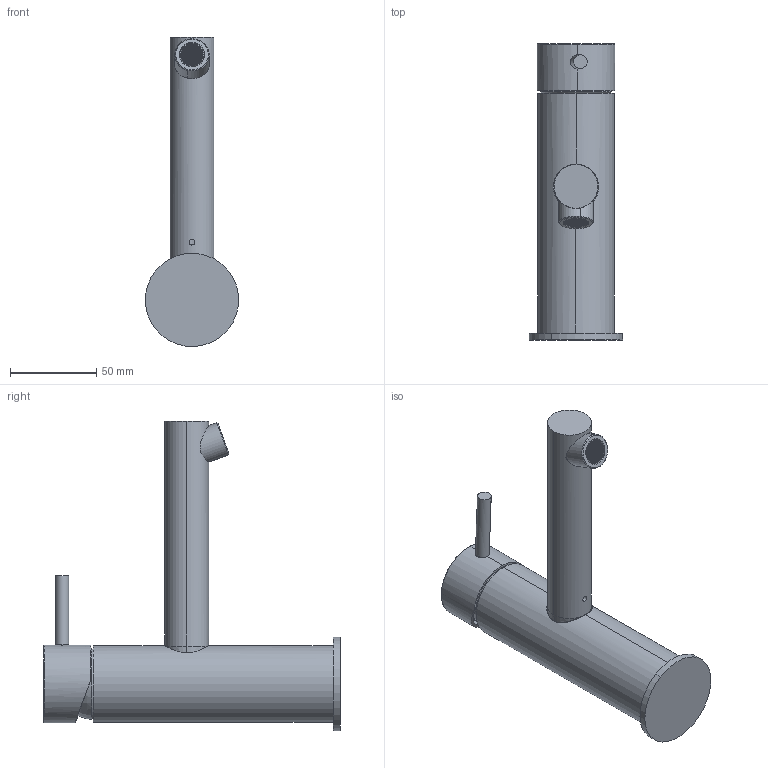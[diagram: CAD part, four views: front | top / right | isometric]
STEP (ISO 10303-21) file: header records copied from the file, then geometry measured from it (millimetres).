
FILE_DESCRIPTION (( 'STEP AP214' ), '1' );
FILE_NAME ('SBMC13_shell.STEP', '2018-09-20T21:54:44', ( 'khoa' ), ( '' ), 'SwSTEP 2.0', 'SolidWorks 2016', '' );
FILE_SCHEMA (( 'AUTOMOTIVE_DESIGN' ));
Length unit declared in the file: millimetre
Products named in the file (2): SBMC13_shell
Bounding box: 53.98 x 171.4 x 178.92 mm (x, y, z)
Volume: 310267.6 mm3; surface area: 57440.1 mm2
Topology: 6 solids, 6 shells, 1866 faces, 5672 edges, 3772 vertices
Faces by surface type: plane 1796, cylinder 48, cone 14, torus 6, bspline 2
Entity records: 84961 total; most frequent: CARTESIAN_POINT 12165, ORIENTED_EDGE 11344, DIRECTION 9612, EDGE_CURVE 5672, VECTOR 5420, LINE 5420, VERTEX_POINT 3772, EDGE_LOOP 2442
